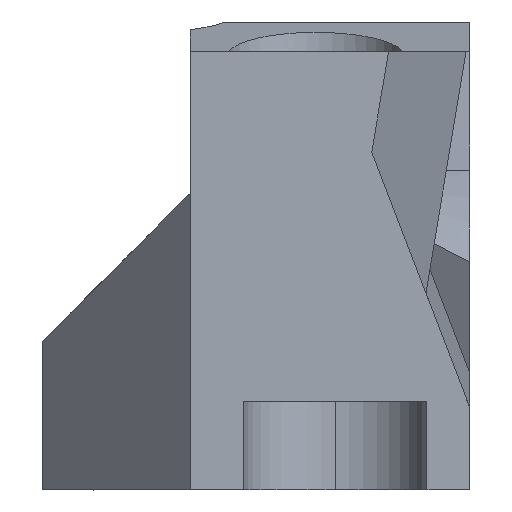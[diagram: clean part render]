
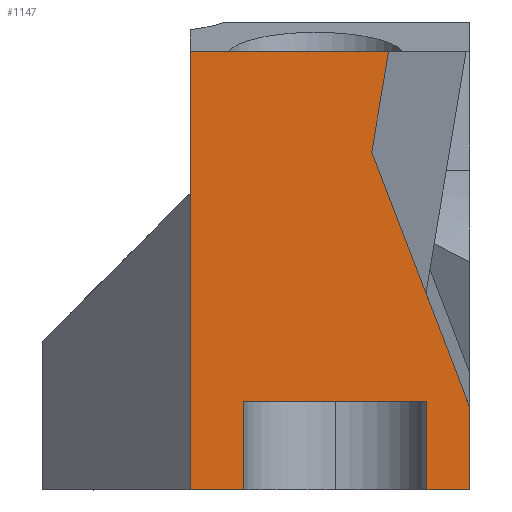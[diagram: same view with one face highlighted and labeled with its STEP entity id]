
A CAD part, front view. The second image highlights one B-rep face of the part: STEP entity #1147.
In plain terms, the highlighted planar face has unit normal (0, -1, 0).
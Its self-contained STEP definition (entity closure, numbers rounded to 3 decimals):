
#78=PLANE('',#1237);
#138=FACE_OUTER_BOUND('',#203,.T.);
#203=EDGE_LOOP('',(#978,#979,#980,#981,#982,#983,#984,#985,#986,#987));
#261=LINE('',#1911,#392);
#264=LINE('',#1917,#395);
#269=LINE('',#1928,#400);
#277=LINE('',#1945,#408);
#322=LINE('',#2070,#453);
#330=LINE('',#2258,#461);
#331=LINE('',#2261,#462);
#332=LINE('',#2262,#463);
#333=LINE('',#2264,#464);
#334=LINE('',#2265,#465);
#392=VECTOR('',#1346,10.);
#395=VECTOR('',#1351,10.);
#400=VECTOR('',#1362,10.);
#408=VECTOR('',#1374,10.);
#453=VECTOR('',#1479,10.);
#461=VECTOR('',#1491,10.);
#462=VECTOR('',#1494,10.);
#463=VECTOR('',#1495,10.);
#464=VECTOR('',#1496,10.);
#465=VECTOR('',#1497,10.);
#541=VERTEX_POINT('',#1908);
#542=VERTEX_POINT('',#1910);
#543=VERTEX_POINT('',#1914);
#544=VERTEX_POINT('',#1916);
#547=VERTEX_POINT('',#1926);
#554=VERTEX_POINT('',#1942);
#589=VERTEX_POINT('',#2068);
#595=VERTEX_POINT('',#2256);
#596=VERTEX_POINT('',#2260);
#597=VERTEX_POINT('',#2263);
#657=EDGE_CURVE('',#542,#541,#261,.F.);
#660=EDGE_CURVE('',#543,#544,#264,.T.);
#666=EDGE_CURVE('',#541,#547,#269,.T.);
#674=EDGE_CURVE('',#554,#542,#277,.T.);
#730=EDGE_CURVE('',#544,#589,#322,.T.);
#740=EDGE_CURVE('',#595,#543,#330,.F.);
#741=EDGE_CURVE('',#547,#596,#331,.T.);
#742=EDGE_CURVE('',#596,#589,#332,.T.);
#743=EDGE_CURVE('',#595,#597,#333,.T.);
#744=EDGE_CURVE('',#597,#554,#334,.T.);
#978=ORIENTED_EDGE('',*,*,#666,.T.);
#979=ORIENTED_EDGE('',*,*,#741,.T.);
#980=ORIENTED_EDGE('',*,*,#742,.T.);
#981=ORIENTED_EDGE('',*,*,#730,.F.);
#982=ORIENTED_EDGE('',*,*,#660,.F.);
#983=ORIENTED_EDGE('',*,*,#740,.F.);
#984=ORIENTED_EDGE('',*,*,#743,.T.);
#985=ORIENTED_EDGE('',*,*,#744,.T.);
#986=ORIENTED_EDGE('',*,*,#674,.T.);
#987=ORIENTED_EDGE('',*,*,#657,.T.);
#1147=ADVANCED_FACE('',(#138),#78,.F.);
#1237=AXIS2_PLACEMENT_3D('',#2259,#1492,#1493);
#1346=DIRECTION('',(-1.,0.,0.));
#1351=DIRECTION('',(-0.164,0.,-0.987));
#1362=DIRECTION('',(0.,0.,-1.));
#1374=DIRECTION('',(0.,0.,1.));
#1479=DIRECTION('',(0.358,0.,-0.934));
#1491=DIRECTION('',(-1.,0.,0.));
#1492=DIRECTION('center_axis',(0.,1.,0.));
#1493=DIRECTION('ref_axis',(-1.,0.,0.));
#1494=DIRECTION('',(1.,0.,0.));
#1495=DIRECTION('',(0.,0.,1.));
#1496=DIRECTION('',(0.,0.,-1.));
#1497=DIRECTION('',(1.,0.,0.));
#1908=CARTESIAN_POINT('',(20.1,2.527,12.287));
#1910=CARTESIAN_POINT('',(13.9,2.527,12.287));
#1911=CARTESIAN_POINT('',(9.249,2.527,12.287));
#1914=CARTESIAN_POINT('',(18.801,2.527,24.087));
#1916=CARTESIAN_POINT('',(18.238,2.527,20.691));
#1917=CARTESIAN_POINT('',(16.546,2.527,10.497));
#1926=CARTESIAN_POINT('',(20.1,2.527,9.287));
#1928=CARTESIAN_POINT('',(20.1,2.527,9.53));
#1942=CARTESIAN_POINT('',(13.9,2.527,9.287));
#1945=CARTESIAN_POINT('',(13.9,2.527,9.53));
#2068=CARTESIAN_POINT('',(21.551,2.527,12.054));
#2070=CARTESIAN_POINT('',(21.664,2.527,11.757));
#2256=CARTESIAN_POINT('',(12.1,2.527,24.087));
#2258=CARTESIAN_POINT('',(7.508,2.527,24.087));
#2259=CARTESIAN_POINT('Origin',(1.498,2.527,9.773));
#2260=CARTESIAN_POINT('',(21.551,2.527,9.287));
#2261=CARTESIAN_POINT('',(0.765,2.527,9.287));
#2262=CARTESIAN_POINT('',(21.551,2.527,11.412));
#2263=CARTESIAN_POINT('',(12.1,2.527,9.287));
#2264=CARTESIAN_POINT('',(12.1,2.527,20.482));
#2265=CARTESIAN_POINT('',(0.765,2.527,9.287));
